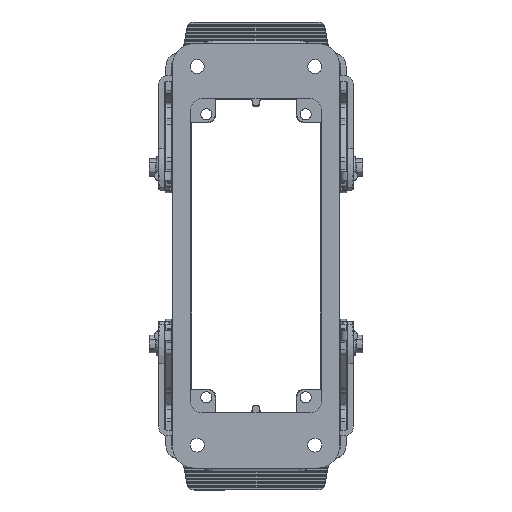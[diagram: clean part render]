
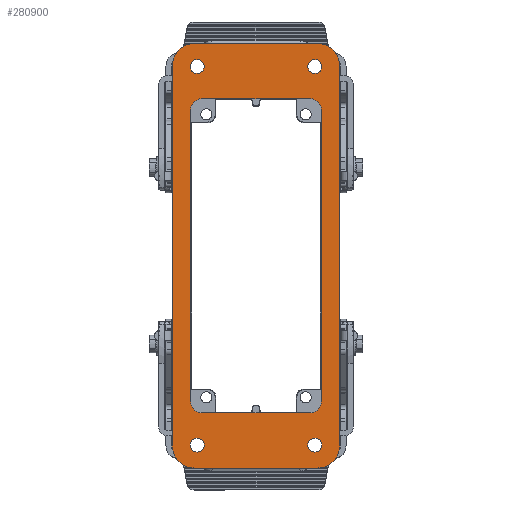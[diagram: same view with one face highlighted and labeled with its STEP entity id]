
A CAD part, top view. The second image highlights one B-rep face of the part: STEP entity #280900.
In plain terms, the highlighted face is planar.
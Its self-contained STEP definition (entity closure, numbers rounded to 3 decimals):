
#15910=CARTESIAN_POINT('',(28.947,3.206,-1.8));
#15920=VERTEX_POINT('',#15910);
#16080=CARTESIAN_POINT('',(28.947,7.006,-1.8));
#16090=VERTEX_POINT('',#16080);
#16120=CARTESIAN_POINT('',(28.947,5.106,-1.8));
#16130=DIRECTION('',(0.,0.,-1.));
#16140=DIRECTION('',(0.,1.,0.));
#16150=AXIS2_PLACEMENT_3D('',#16120,#16130,#16140);
#16160=CIRCLE('',#16150,1.9);
#16170=EDGE_CURVE('',#15920,#16090,#16160,.T.);
#16710=CARTESIAN_POINT('',(22.197,4.856,-1.8));
#16720=VERTEX_POINT('',#16710);
#16750=CARTESIAN_POINT('',(22.197,94.356,-1.8));
#16760=DIRECTION('',(0.,-1.,0.));
#16770=VECTOR('',#16760,1.);
#16780=LINE('',#16750,#16770);
#16790=CARTESIAN_POINT('',(22.197,108.356,-1.8));
#16800=VERTEX_POINT('',#16790);
#16810=EDGE_CURVE('',#16800,#16720,#16780,.T.);
#17100=CARTESIAN_POINT('',(60.947,106.206,-1.8));
#17110=VERTEX_POINT('',#17100);
#17270=CARTESIAN_POINT('',(60.947,110.006,-1.8));
#17280=VERTEX_POINT('',#17270);
#17310=CARTESIAN_POINT('',(60.947,108.106,-1.8));
#17320=DIRECTION('',(0.,0.,-1.));
#17330=DIRECTION('',(0.,1.,0.));
#17340=AXIS2_PLACEMENT_3D('',#17310,#17320,#17330);
#17350=CIRCLE('',#17340,1.9);
#17360=EDGE_CURVE('',#17110,#17280,#17350,.T.);
#137290=EDGE_CURVE('',#17280,#17110,#17350,.T.);
#137490=EDGE_CURVE('',#16090,#15920,#16160,.T.);
#137810=CARTESIAN_POINT('',(59.697,99.356,-1.8));
#137820=VERTEX_POINT('',#137810);
#137850=CARTESIAN_POINT('',(62.697,99.356,-1.8));
#137860=DIRECTION('',(-1.,0.,0.));
#137870=VECTOR('',#137860,1.);
#137880=LINE('',#137850,#137870);
#137890=CARTESIAN_POINT('',(30.197,99.356,-1.8));
#137900=VERTEX_POINT('',#137890);
#137910=EDGE_CURVE('',#137820,#137900,#137880,.T.);
#159950=CARTESIAN_POINT('',(62.697,16.856,-1.8));
#159960=VERTEX_POINT('',#159950);
#159990=CARTESIAN_POINT('',(62.697,33.856,-1.8));
#160000=DIRECTION('',(0.,1.,0.));
#160010=VECTOR('',#160000,1.);
#160020=LINE('',#159990,#160010);
#160030=CARTESIAN_POINT('',(62.697,96.356,-1.8));
#160040=VERTEX_POINT('',#160030);
#160050=EDGE_CURVE('',#159960,#160040,#160020,.T.);
#160650=CARTESIAN_POINT('',(59.697,96.356,-1.8));
#160660=DIRECTION('',(0.,0.,-1.));
#160670=DIRECTION('',(0.,1.,0.));
#160680=AXIS2_PLACEMENT_3D('',#160650,#160660,#160670);
#160690=CIRCLE('',#160680,3.);
#160700=EDGE_CURVE('',#137820,#160040,#160690,.T.);
#182660=CARTESIAN_POINT('',(59.697,13.856,-1.8));
#182670=VERTEX_POINT('',#182660);
#182700=CARTESIAN_POINT('',(59.697,16.856,-1.8));
#182710=DIRECTION('',(0.,0.,-1.));
#182720=DIRECTION('',(0.,1.,0.));
#182730=AXIS2_PLACEMENT_3D('',#182700,#182710,#182720);
#182740=CIRCLE('',#182730,3.);
#182750=EDGE_CURVE('',#159960,#182670,#182740,.T.);
#182980=CARTESIAN_POINT('',(30.197,13.856,-1.8));
#182990=VERTEX_POINT('',#182980);
#183020=CARTESIAN_POINT('',(27.197,13.856,-1.8));
#183030=DIRECTION('',(1.,0.,0.));
#183040=VECTOR('',#183030,1.);
#183050=LINE('',#183020,#183040);
#183060=EDGE_CURVE('',#182990,#182670,#183050,.T.);
#183290=CARTESIAN_POINT('',(27.197,16.856,-1.8));
#183300=VERTEX_POINT('',#183290);
#183330=CARTESIAN_POINT('',(30.197,16.856,-1.8));
#183340=DIRECTION('',(0.,0.,-1.));
#183350=DIRECTION('',(0.,1.,0.));
#183360=AXIS2_PLACEMENT_3D('',#183330,#183340,#183350);
#183370=CIRCLE('',#183360,3.);
#183380=EDGE_CURVE('',#182990,#183300,#183370,.T.);
#183610=CARTESIAN_POINT('',(27.197,96.356,-1.8));
#183620=VERTEX_POINT('',#183610);
#183650=CARTESIAN_POINT('',(27.197,79.356,-1.8));
#183660=DIRECTION('',(0.,-1.,0.));
#183670=VECTOR('',#183660,1.);
#183680=LINE('',#183650,#183670);
#183690=EDGE_CURVE('',#183620,#183300,#183680,.T.);
#183890=CARTESIAN_POINT('',(30.197,96.356,-1.8));
#183900=DIRECTION('',(0.,0.,-1.));
#183910=DIRECTION('',(0.,1.,0.));
#183920=AXIS2_PLACEMENT_3D('',#183890,#183900,#183910);
#183930=CIRCLE('',#183920,3.);
#183940=EDGE_CURVE('',#183620,#137900,#183930,.T.);
#196460=CARTESIAN_POINT('',(28.197,114.356,-1.8));
#196470=VERTEX_POINT('',#196460);
#196500=CARTESIAN_POINT('',(67.697,114.356,-1.8));
#196510=DIRECTION('',(-1.,0.,0.));
#196520=VECTOR('',#196510,1.);
#196530=LINE('',#196500,#196520);
#196540=CARTESIAN_POINT('',(61.697,114.356,-1.8));
#196550=VERTEX_POINT('',#196540);
#196560=EDGE_CURVE('',#196550,#196470,#196530,.T.);
#201460=CARTESIAN_POINT('',(28.197,108.356,-1.8));
#201470=DIRECTION('',(0.,0.,-1.));
#201480=DIRECTION('',(0.,1.,0.));
#201490=AXIS2_PLACEMENT_3D('',#201460,#201470,#201480);
#201500=CIRCLE('',#201490,6.);
#201510=EDGE_CURVE('',#16800,#196470,#201500,.T.);
#201790=CARTESIAN_POINT('',(61.697,108.356,-1.8));
#201800=DIRECTION('',(0.,0.,-1.));
#201810=DIRECTION('',(0.,1.,0.));
#201820=AXIS2_PLACEMENT_3D('',#201790,#201800,#201810);
#201830=CIRCLE('',#201820,6.);
#201840=CARTESIAN_POINT('',(67.697,108.356,-1.8));
#201850=VERTEX_POINT('',#201840);
#201860=EDGE_CURVE('',#196550,#201850,#201830,.T.);
#202180=CARTESIAN_POINT('',(67.697,18.856,-1.8));
#202190=DIRECTION('',(0.,1.,0.));
#202200=VECTOR('',#202190,1.);
#202210=LINE('',#202180,#202200);
#202220=CARTESIAN_POINT('',(67.697,4.856,-1.8));
#202230=VERTEX_POINT('',#202220);
#202240=EDGE_CURVE('',#202230,#201850,#202210,.T.);
#202600=CARTESIAN_POINT('',(28.197,-1.144,-1.8));
#202610=VERTEX_POINT('',#202600);
#202640=CARTESIAN_POINT('',(28.197,4.856,-1.8));
#202650=DIRECTION('',(0.,0.,-1.));
#202660=DIRECTION('',(0.,1.,0.));
#202670=AXIS2_PLACEMENT_3D('',#202640,#202650,#202660);
#202680=CIRCLE('',#202670,6.);
#202690=EDGE_CURVE('',#202610,#16720,#202680,.T.);
#202990=CARTESIAN_POINT('',(61.697,-1.144,-1.8));
#203000=VERTEX_POINT('',#202990);
#203030=CARTESIAN_POINT('',(22.197,-1.144,-1.8));
#203040=DIRECTION('',(1.,0.,0.));
#203050=VECTOR('',#203040,1.);
#203060=LINE('',#203030,#203050);
#203070=EDGE_CURVE('',#202610,#203000,#203060,.T.);
#280210=CARTESIAN_POINT('',(2.947,-2.394,-1.8));
#280220=DIRECTION('',(0.,0.,-1.));
#280230=DIRECTION('',(0.,1.,0.));
#280240=AXIS2_PLACEMENT_3D('',#280210,#280220,#280230);
#280250=PLANE('',#280240);
#280260=CARTESIAN_POINT('',(60.947,5.106,-1.8));
#280270=DIRECTION('',(0.,0.,-1.));
#280280=DIRECTION('',(0.,1.,0.));
#280290=AXIS2_PLACEMENT_3D('',#280260,#280270,#280280);
#280300=CIRCLE('',#280290,1.9);
#280310=CARTESIAN_POINT('',(60.947,7.006,-1.8));
#280320=VERTEX_POINT('',#280310);
#280330=CARTESIAN_POINT('',(60.947,3.206,-1.8));
#280340=VERTEX_POINT('',#280330);
#280350=EDGE_CURVE('',#280320,#280340,#280300,.T.);
#280360=ORIENTED_EDGE('',*,*,#280350,.F.);
#280370=EDGE_CURVE('',#280340,#280320,#280300,.T.);
#280380=ORIENTED_EDGE('',*,*,#280370,.F.);
#280390=EDGE_LOOP('',(#280380,#280360));
#280400=FACE_BOUND('',#280390,.T.);
#280410=ORIENTED_EDGE('',*,*,#137490,.F.);
#280420=ORIENTED_EDGE('',*,*,#16170,.F.);
#280430=EDGE_LOOP('',(#280420,#280410));
#280440=FACE_BOUND('',#280430,.T.);
#280450=ORIENTED_EDGE('',*,*,#201860,.T.);
#280460=ORIENTED_EDGE('',*,*,#196560,.F.);
#280470=ORIENTED_EDGE('',*,*,#201510,.T.);
#280480=ORIENTED_EDGE('',*,*,#16810,.F.);
#280490=ORIENTED_EDGE('',*,*,#202690,.T.);
#280500=ORIENTED_EDGE('',*,*,#203070,.F.);
#280510=CARTESIAN_POINT('',(61.697,4.856,-1.8));
#280520=DIRECTION('',(0.,0.,-1.));
#280530=DIRECTION('',(0.,1.,0.));
#280540=AXIS2_PLACEMENT_3D('',#280510,#280520,#280530);
#280550=CIRCLE('',#280540,6.);
#280560=EDGE_CURVE('',#202230,#203000,#280550,.T.);
#280570=ORIENTED_EDGE('',*,*,#280560,.T.);
#280580=ORIENTED_EDGE('',*,*,#202240,.F.);
#280590=EDGE_LOOP('',(#280580,#280570,#280500,#280490,#280480,#280470,
#280460,#280450));
#280600=FACE_OUTER_BOUND('',#280590,.T.);
#280610=ORIENTED_EDGE('',*,*,#137290,.F.);
#280620=ORIENTED_EDGE('',*,*,#17360,.F.);
#280630=EDGE_LOOP('',(#280620,#280610));
#280640=FACE_BOUND('',#280630,.T.);
#280650=CARTESIAN_POINT('',(28.947,108.106,-1.8));
#280660=DIRECTION('',(0.,0.,-1.));
#280670=DIRECTION('',(0.,1.,0.));
#280680=AXIS2_PLACEMENT_3D('',#280650,#280660,#280670);
#280690=CIRCLE('',#280680,1.9);
#280700=CARTESIAN_POINT('',(28.947,110.006,-1.8));
#280710=VERTEX_POINT('',#280700);
#280720=CARTESIAN_POINT('',(28.947,106.206,-1.8));
#280730=VERTEX_POINT('',#280720);
#280740=EDGE_CURVE('',#280710,#280730,#280690,.T.);
#280750=ORIENTED_EDGE('',*,*,#280740,.F.);
#280760=EDGE_CURVE('',#280730,#280710,#280690,.T.);
#280770=ORIENTED_EDGE('',*,*,#280760,.F.);
#280780=EDGE_LOOP('',(#280770,#280750));
#280790=FACE_BOUND('',#280780,.T.);
#280800=ORIENTED_EDGE('',*,*,#182750,.F.);
#280810=ORIENTED_EDGE('',*,*,#183060,.T.);
#280820=ORIENTED_EDGE('',*,*,#183380,.F.);
#280830=ORIENTED_EDGE('',*,*,#183690,.T.);
#280840=ORIENTED_EDGE('',*,*,#183940,.F.);
#280850=ORIENTED_EDGE('',*,*,#137910,.T.);
#280860=ORIENTED_EDGE('',*,*,#160700,.F.);
#280870=ORIENTED_EDGE('',*,*,#160050,.T.);
#280880=EDGE_LOOP('',(#280870,#280860,#280850,#280840,#280830,#280820,
#280810,#280800));
#280890=FACE_BOUND('',#280880,.T.);
#280900=ADVANCED_FACE('',(#280400,#280440,#280600,#280640,#280790,
#280890),#280250,.T.);
